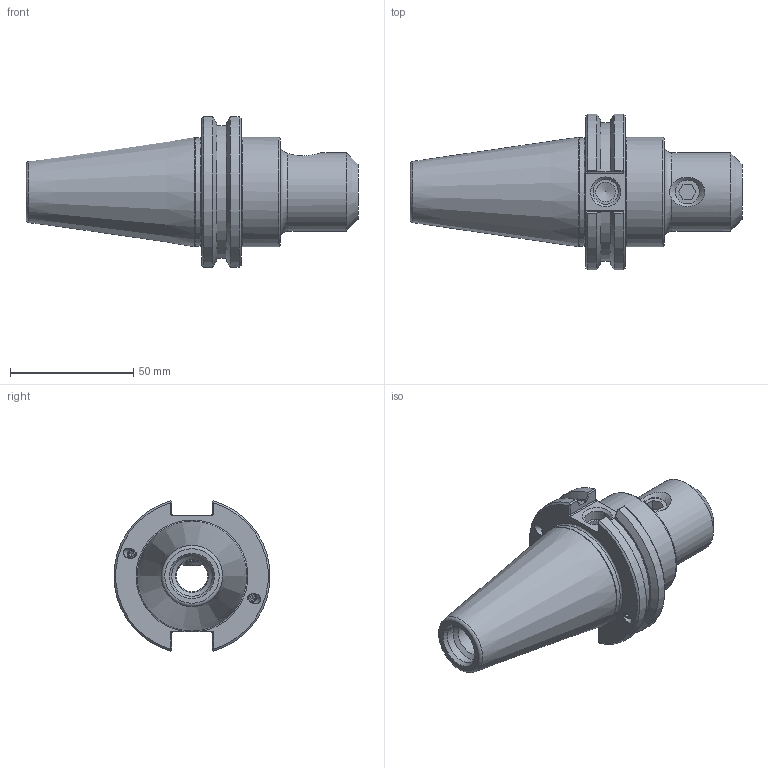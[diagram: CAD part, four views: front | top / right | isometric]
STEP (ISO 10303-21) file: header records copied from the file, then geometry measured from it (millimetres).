
FILE_DESCRIPTION((''),'2;1');
FILE_NAME('C40BC-50EM2.stp','2015-03-17T14:25:41',('blaste'),(''),'Autodesk Inventor 2012','Autodesk Inventor 2012','');
FILE_SCHEMA(('AUTOMOTIVE_DESIGN { 1 0 10303 214 1 1 1 1 }'));
Length unit declared in the file: inch
Products named in the file (4): C40BC-50EM2; C40BC-50EM2-1; 029-917; 029-965
Assembly tree (6 placements, depth 2):
  C40BC-50EM2
    C40BC-50EM2-1
    029-917
    029-965  x4
Bounding box: 134.8 x 63.26 x 61.11 mm (x, y, z)
Volume: 142658 mm3; surface area: 28919.7 mm2
Topology: 6 solids, 6 shells, 182 faces, 437 edges, 283 vertices
Faces by surface type: plane 85, cylinder 48, cone 32, bspline 8, torus 5, sphere 4
Full cylindrical faces by diameter (mm): 3.3 x4, 4 x8, 4.1 x4, 4.2 x4, 8 x1, 9.728 x1, 10.135 x1, 11.113 x1, 12.7 x1, 13.386 x1, 16.459 x1, 31.75 x1, 43.942 x1, 44.45 x1
Entity records: 5076 total; most frequent: CARTESIAN_POINT 1948, DIRECTION 582, ORIENTED_EDGE 564, EDGE_CURVE 282, AXIS2_PLACEMENT_3D 232, VERTEX_POINT 203, EDGE_LOOP 195, FACE_OUTER_BOUND 134
